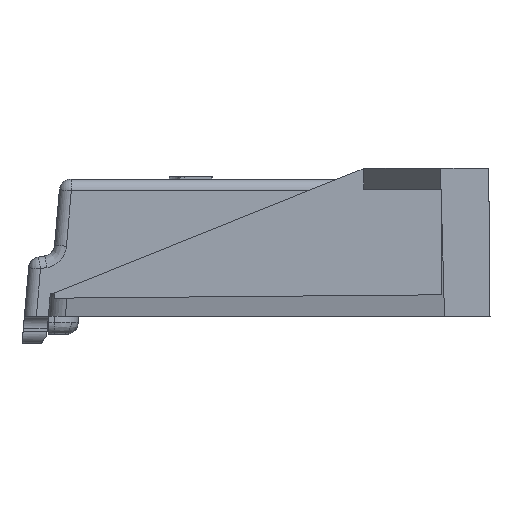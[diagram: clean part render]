
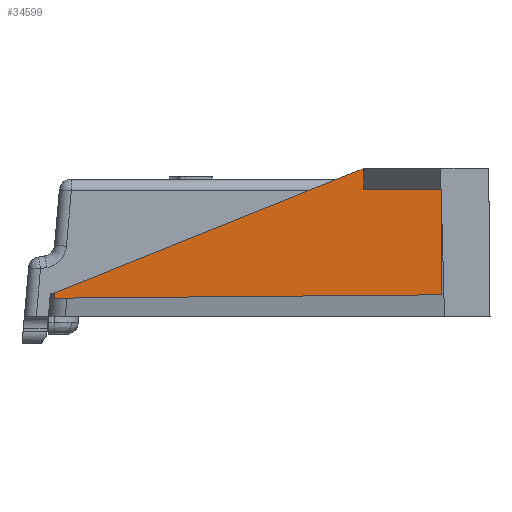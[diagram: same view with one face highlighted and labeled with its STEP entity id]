
A CAD part, left-side view. The second image highlights one B-rep face of the part: STEP entity #34599.
In plain terms, the highlighted planar face has unit normal (-1, 0.009, 0).
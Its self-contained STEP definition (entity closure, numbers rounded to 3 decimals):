
#351 = EDGE_CURVE ( 'NONE', #60615, #40902, #24941, .T. ) ;
#519 = CARTESIAN_POINT ( 'NONE',  ( -66.406, 4.299, 10.667 ) ) ;
#952 = ORIENTED_EDGE ( 'NONE', *, *, #62305, .T. ) ;
#1513 = CARTESIAN_POINT ( 'NONE',  ( -66.44, 0.36, 12.255 ) ) ;
#4113 = VERTEX_POINT ( 'NONE', #37229 ) ;
#4128 = EDGE_CURVE ( 'NONE', #22931, #16754, #4940, .T. ) ;
#4940 = LINE ( 'NONE', #48679, #39352 ) ;
#5974 = CARTESIAN_POINT ( 'NONE',  ( -66.443, 0.037, 10.6 ) ) ;
#7698 = ORIENTED_EDGE ( 'NONE', *, *, #4128, .T. ) ;
#7907 = ORIENTED_EDGE ( 'NONE', *, *, #14008, .T. ) ;
#9685 = DIRECTION ( 'NONE',  ( 0.009, 1., 0.009 ) ) ;
#9875 = CARTESIAN_POINT ( 'NONE',  ( -66.217, 25.955, 1.517 ) ) ;
#10494 = DIRECTION ( 'NONE',  ( 0., 0., 1. ) ) ;
#10718 = DIRECTION ( 'NONE',  ( 0., 0., -1. ) ) ;
#11130 = LINE ( 'NONE', #5974, #60104 ) ;
#11272 = DIRECTION ( 'NONE',  ( -1., 0.009, 0. ) ) ;
#11605 = CARTESIAN_POINT ( 'NONE',  ( -66.443, 0.037, 12.354 ) ) ;
#13106 = DIRECTION ( 'NONE',  ( -0.009, -1., 0.009 ) ) ;
#14008 = EDGE_CURVE ( 'NONE', #25114, #22853, #11130, .T. ) ;
#15842 = CARTESIAN_POINT ( 'NONE',  ( -66.217, 25.922, 1.952 ) ) ;
#16754 = VERTEX_POINT ( 'NONE', #22281 ) ;
#17687 = CARTESIAN_POINT ( 'NONE',  ( -66.217, 25.955, 1.517 ) ) ;
#17719 = ORIENTED_EDGE ( 'NONE', *, *, #351, .T. ) ;
#18059 = CARTESIAN_POINT ( 'NONE',  ( -66.441, 0.255, 12.297 ) ) ;
#19007 = CARTESIAN_POINT ( 'NONE',  ( -66.442, 0.147, 12.33 ) ) ;
#20539 = EDGE_LOOP ( 'NONE', ( #7907, #53145, #17719, #62724, #7698, #40494, #952 ) ) ;
#22281 = CARTESIAN_POINT ( 'NONE',  ( -66.5, -6.5, 1.8 ) ) ;
#22853 = VERTEX_POINT ( 'NONE', #11605 ) ;
#22931 = VERTEX_POINT ( 'NONE', #17687 ) ;
#24941 = LINE ( 'NONE', #519, #40852 ) ;
#25114 = VERTEX_POINT ( 'NONE', #34672 ) ;
#26037 = DIRECTION ( 'NONE',  ( -0.009, -1., 0. ) ) ;
#28002 = CARTESIAN_POINT ( 'NONE',  ( -66.44, 0.36, 12.255 ) ) ;
#28115 =( BOUNDED_CURVE ( )  B_SPLINE_CURVE ( 3, ( #57625, #19007, #18059, #28002 ),
 .UNSPECIFIED., .F., .T. ) 
 B_SPLINE_CURVE_WITH_KNOTS ( ( 4, 4 ),
 ( 4.927, 5.096 ),
 .UNSPECIFIED. ) 
 CURVE ( )  GEOMETRIC_REPRESENTATION_ITEM ( )  RATIONAL_B_SPLINE_CURVE ( ( 1., 0.998, 0.998, 1. ) ) 
 REPRESENTATION_ITEM ( '' )  );
#29373 = FACE_OUTER_BOUND ( 'NONE', #20539, .T. ) ;
#33368 = CARTESIAN_POINT ( 'NONE',  ( -66.217, 25.944, 1.662 ) ) ;
#34533 = CARTESIAN_POINT ( 'NONE',  ( -66.5, -6.5, 0. ) ) ;
#34599 = ADVANCED_FACE ( 'NONE', ( #29373 ), #58984, .T. ) ;
#34672 = CARTESIAN_POINT ( 'NONE',  ( -66.443, 0.037, 10.657 ) ) ;
#37229 = CARTESIAN_POINT ( 'NONE',  ( -66.5, -6.5, 10.6 ) ) ;
#39077 = VECTOR ( 'NONE', #9685, 1000. ) ;
#39352 = VECTOR ( 'NONE', #13106, 1000. ) ;
#39572 = LINE ( 'NONE', #59218, #39077 ) ;
#40494 = ORIENTED_EDGE ( 'NONE', *, *, #45741, .F. ) ;
#40852 = VECTOR ( 'NONE', #44575, 1000. ) ;
#40902 = VERTEX_POINT ( 'NONE', #15842 ) ;
#43647 = CARTESIAN_POINT ( 'NONE',  ( -66.217, 25.933, 1.807 ) ) ;
#44575 = DIRECTION ( 'NONE',  ( 0.008, 0.927, -0.374 ) ) ;
#45741 = EDGE_CURVE ( 'NONE', #4113, #16754, #45762, .T. ) ;
#45762 = LINE ( 'NONE', #34533, #62904 ) ;
#48469 = CARTESIAN_POINT ( 'NONE',  ( -66.217, 25.922, 1.952 ) ) ;
#48679 = CARTESIAN_POINT ( 'NONE',  ( -66.495, -5.92, 1.795 ) ) ;
#48728 = EDGE_CURVE ( 'NONE', #40902, #22931, #63082, .T. ) ;
#50390 = EDGE_CURVE ( 'NONE', #22853, #60615, #28115, .T. ) ;
#52901 = AXIS2_PLACEMENT_3D ( 'NONE', #53824, #11272, #26037 ) ;
#53145 = ORIENTED_EDGE ( 'NONE', *, *, #50390, .T. ) ;
#53824 = CARTESIAN_POINT ( 'NONE',  ( -66.5, -6.5, 0. ) ) ;
#57625 = CARTESIAN_POINT ( 'NONE',  ( -66.443, 0.037, 12.354 ) ) ;
#58984 = PLANE ( 'NONE',  #52901 ) ;
#59218 = CARTESIAN_POINT ( 'NONE',  ( -66.495, -5.92, 10.605 ) ) ;
#60104 = VECTOR ( 'NONE', #10494, 1000. ) ;
#60615 = VERTEX_POINT ( 'NONE', #1513 ) ;
#62305 = EDGE_CURVE ( 'NONE', #4113, #25114, #39572, .T. ) ;
#62724 = ORIENTED_EDGE ( 'NONE', *, *, #48728, .T. ) ;
#62904 = VECTOR ( 'NONE', #10718, 1000. ) ;
#63082 =( BOUNDED_CURVE ( )  B_SPLINE_CURVE ( 3, ( #48469, #43647, #33368, #9875 ),
 .UNSPECIFIED., .F., .F. ) 
 B_SPLINE_CURVE_WITH_KNOTS ( ( 4, 4 ),
 ( 2.192, 2.196 ),
 .UNSPECIFIED. ) 
 CURVE ( )  GEOMETRIC_REPRESENTATION_ITEM ( )  RATIONAL_B_SPLINE_CURVE ( ( 1., 1., 1., 1. ) ) 
 REPRESENTATION_ITEM ( '' )  );
